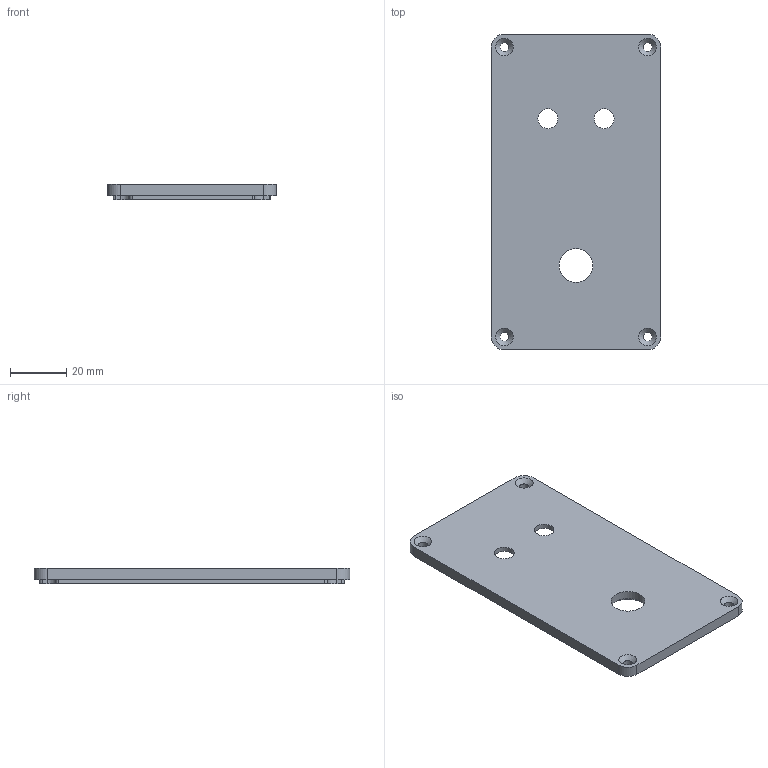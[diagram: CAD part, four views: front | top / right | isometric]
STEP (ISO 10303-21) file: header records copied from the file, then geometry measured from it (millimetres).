
FILE_DESCRIPTION(/* description */ (''),/* implementation_level */ '2;1');
FILE_NAME(/* name */ 'top_shield.step',/* time_stamp */ '2025-12-16T15:15:48+01:00',/* author */ (''),/* organization */ (''),/* preprocessor_version */ 'ST-DEVELOPER v20.1',/* originating_system */ 'Autodesk Translation Framework v14.21.0.0',/* authorisation */ '');
FILE_SCHEMA (('AUTOMOTIVE_DESIGN { 1 0 10303 214 3 1 1 }'));
Length unit declared in the file: millimetre
Products named in the file (1): 2025-12-11-08-38-01-153
Bounding box: 60 x 112 x 5.5 mm (x, y, z)
Volume: 15626.3 mm3; surface area: 16347 mm2
Topology: 1 solids, 1 shells, 65 faces, 177 edges, 116 vertices
Faces by surface type: plane 32, cylinder 28, cone 5
Full cylindrical faces by diameter (mm): 3.2 x4, 7 x2, 12 x1, 14 x1
Entity records: 2124 total; most frequent: DIRECTION 369, CARTESIAN_POINT 359, ORIENTED_EDGE 354, EDGE_CURVE 177, AXIS2_PLACEMENT_3D 126, LINE 117, VECTOR 117, VERTEX_POINT 116
